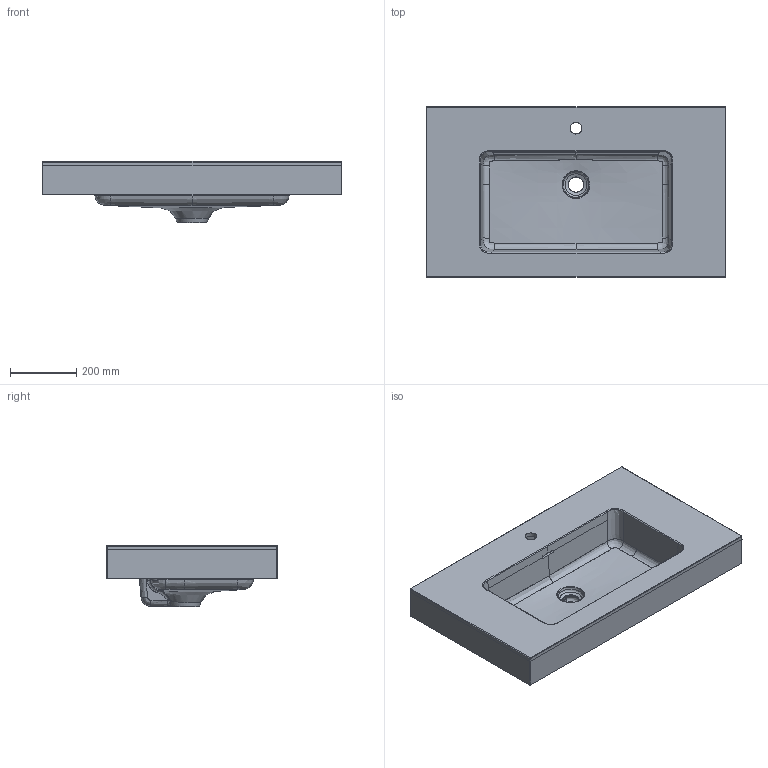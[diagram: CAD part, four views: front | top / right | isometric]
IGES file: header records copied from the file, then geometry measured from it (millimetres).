
Global section: file name: 80_7804_09_11_10_BOSCOLO 90x51.igs; native system: NX V8.5; preprocessor: SIEMENS PLM Software NX 8.5; date: 20201228.133942; units: millimetre
Bounding box: 905 x 515 x 184.25 mm (x, y, z)
Surface area: 1808578.2 mm2 (no closed solid volume)
Topology: 0 solids, 0 shells, 260 faces, 1925 edges, 1890 vertices
Faces by surface type: bspline 243, offset 17
